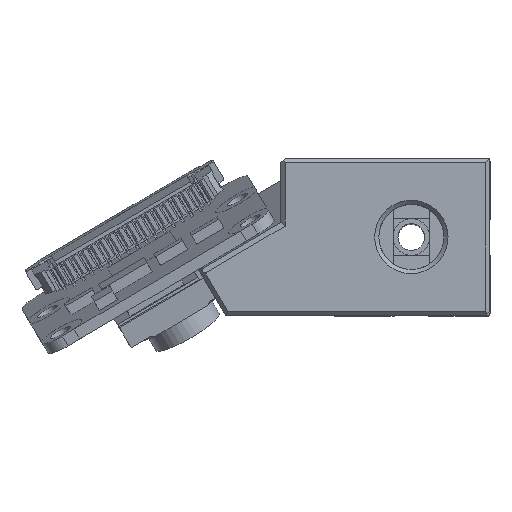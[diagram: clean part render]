
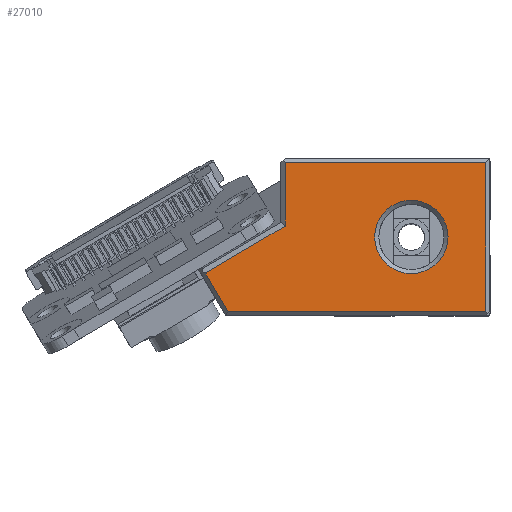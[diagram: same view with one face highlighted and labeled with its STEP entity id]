
A CAD part, top view. The second image highlights one B-rep face of the part: STEP entity #27010.
In plain terms, the highlighted planar face has unit normal (0, 0, 1).
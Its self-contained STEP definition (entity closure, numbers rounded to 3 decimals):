
#475=FACE_BOUND('',#3415,.T.);
#562=CIRCLE('',#28534,3.5);
#1974=FACE_OUTER_BOUND('',#3414,.T.);
#3414=EDGE_LOOP('',(#23682,#23683,#23684,#23685,#23686,#23687));
#3415=EDGE_LOOP('',(#23688));
#6747=LINE('',#43588,#10238);
#6750=LINE('',#43594,#10241);
#6755=LINE('',#43605,#10246);
#6761=LINE('',#43614,#10252);
#6763=LINE('',#43621,#10254);
#6764=LINE('',#43622,#10255);
#10238=VECTOR('',#34391,10.);
#10241=VECTOR('',#34396,10.);
#10246=VECTOR('',#34403,10.);
#10252=VECTOR('',#34411,10.);
#10254=VECTOR('',#34419,10.);
#10255=VECTOR('',#34420,10.);
#12771=VERTEX_POINT('',#43585);
#12772=VERTEX_POINT('',#43587);
#12774=VERTEX_POINT('',#43593);
#12778=VERTEX_POINT('',#43602);
#12779=VERTEX_POINT('',#43604);
#12783=VERTEX_POINT('',#43620);
#12784=VERTEX_POINT('',#43623);
#16451=EDGE_CURVE('',#12771,#12772,#6747,.T.);
#16454=EDGE_CURVE('',#12772,#12774,#6750,.T.);
#16459=EDGE_CURVE('',#12778,#12779,#6755,.T.);
#16465=EDGE_CURVE('',#12774,#12778,#6761,.T.);
#16468=EDGE_CURVE('',#12783,#12771,#6763,.T.);
#16469=EDGE_CURVE('',#12779,#12783,#6764,.T.);
#16470=EDGE_CURVE('',#12784,#12784,#562,.T.);
#23682=ORIENTED_EDGE('',*,*,#16451,.F.);
#23683=ORIENTED_EDGE('',*,*,#16468,.F.);
#23684=ORIENTED_EDGE('',*,*,#16469,.F.);
#23685=ORIENTED_EDGE('',*,*,#16459,.F.);
#23686=ORIENTED_EDGE('',*,*,#16465,.F.);
#23687=ORIENTED_EDGE('',*,*,#16454,.F.);
#23688=ORIENTED_EDGE('',*,*,#16470,.F.);
#25701=PLANE('',#28533);
#27010=ADVANCED_FACE('',(#1974,#475),#25701,.T.);
#28533=AXIS2_PLACEMENT_3D('',#43619,#34417,#34418);
#28534=AXIS2_PLACEMENT_3D('',#43624,#34421,#34422);
#34391=DIRECTION('',(-0.508,0.862,0.));
#34396=DIRECTION('',(0.862,0.508,0.));
#34403=DIRECTION('',(1.,0.,0.));
#34411=DIRECTION('',(0.,1.,0.));
#34417=DIRECTION('center_axis',(0.,0.,1.));
#34418=DIRECTION('ref_axis',(1.,0.,0.));
#34419=DIRECTION('',(-1.,0.,0.));
#34420=DIRECTION('',(0.,-1.,0.));
#34421=DIRECTION('center_axis',(0.,0.,1.));
#34422=DIRECTION('ref_axis',(-1.,0.,0.));
#43585=CARTESIAN_POINT('',(12.439,-6.1,30.309));
#43587=CARTESIAN_POINT('',(10.282,-2.437,30.309));
#43588=CARTESIAN_POINT('',(12.232,-5.748,30.309));
#43593=CARTESIAN_POINT('',(17.881,2.04,30.309));
#43594=CARTESIAN_POINT('',(16.032,0.95,30.309));
#43602=CARTESIAN_POINT('',(17.881,8.1,30.309));
#43604=CARTESIAN_POINT('',(37.02,8.1,30.309));
#43605=CARTESIAN_POINT('',(33.671,8.1,30.309));
#43614=CARTESIAN_POINT('',(17.881,4.75,30.309));
#43619=CARTESIAN_POINT('Origin',(29.922,1.,30.309));
#43620=CARTESIAN_POINT('',(37.02,-6.1,30.309));
#43621=CARTESIAN_POINT('',(26.172,-6.1,30.309));
#43622=CARTESIAN_POINT('',(37.02,-2.75,30.309));
#43623=CARTESIAN_POINT('',(33.422,1.,30.309));
#43624=CARTESIAN_POINT('Origin',(29.922,1.,30.309));
